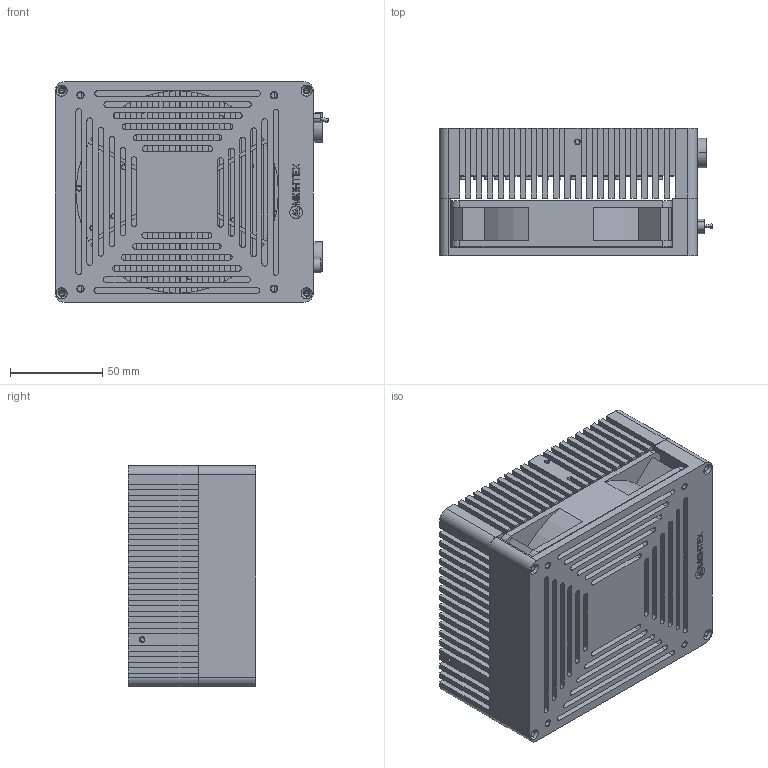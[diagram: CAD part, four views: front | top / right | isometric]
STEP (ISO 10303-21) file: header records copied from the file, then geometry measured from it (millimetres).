
FILE_DESCRIPTION((''),'2;1');
FILE_NAME('196022','2019-02-19T',('zkm'),(''),'PRO/ENGINEER BY PARAMETRIC TECHNOLOGY CORPORATION, 2004110','PRO/ENGINEER BY PARAMETRIC TECHNOLOGY CORPORATION, 2004110','');
FILE_SCHEMA(('CONFIG_CONTROL_DESIGN'));
Length unit declared in the file: millimetre
Products named in the file (1): 196022
Bounding box: 148.43 x 69.2 x 120 mm (x, y, z)
Volume: 475881.3 mm3; surface area: 280622.6 mm2
Topology: 3 solids, 47 shells, 1229 faces, 3421 edges, 2263 vertices
Faces by surface type: plane 747, cylinder 406, cone 74, sphere 2
Entity records: 39440 total; most frequent: CARTESIAN_POINT 7032, DIRECTION 6745, ORIENTED_EDGE 6576, EDGE_CURVE 3376, VECTOR 2409, LINE 2409, VERTEX_POINT 2263, AXIS2_PLACEMENT_3D 2168
